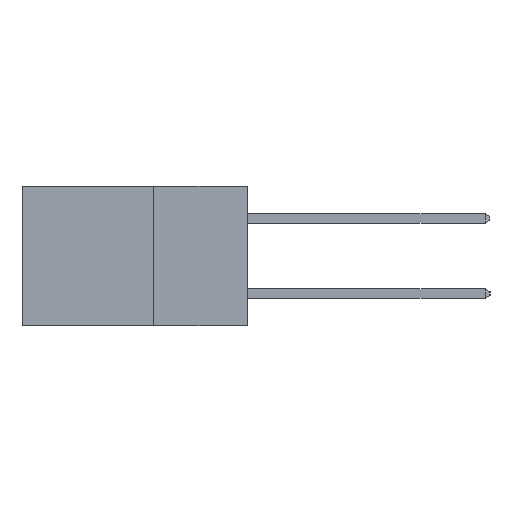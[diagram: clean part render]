
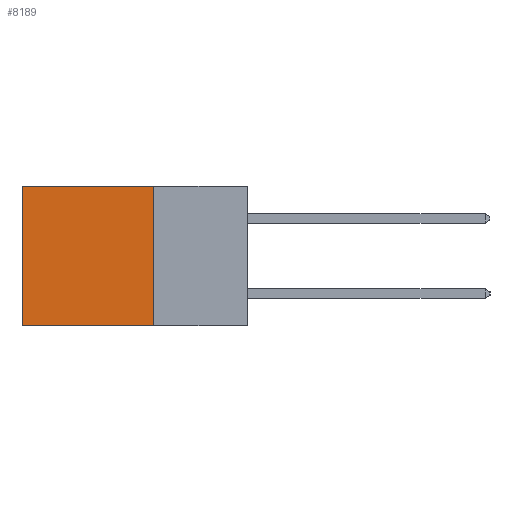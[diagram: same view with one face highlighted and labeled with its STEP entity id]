
A CAD part, left-side view. The second image highlights one B-rep face of the part: STEP entity #8189.
In plain terms, the highlighted planar face has unit normal (-1, 0, 0).
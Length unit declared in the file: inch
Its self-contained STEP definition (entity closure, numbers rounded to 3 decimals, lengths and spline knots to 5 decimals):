
#400 = VECTOR ( 'NONE', #7830, 39.37008 ) ;
#427 = CARTESIAN_POINT ( 'NONE',  ( 0.2615, 0.6, 0. ) ) ;
#598 = VERTEX_POINT ( 'NONE', #2625 ) ;
#785 = LINE ( 'NONE', #9021, #7109 ) ;
#1553 = VECTOR ( 'NONE', #1860, 39.37008 ) ;
#1860 = DIRECTION ( 'NONE',  ( 0., 1., 0. ) ) ;
#2081 = CARTESIAN_POINT ( 'NONE',  ( 0.2615, 0.25, -0.37 ) ) ;
#2508 = AXIS2_PLACEMENT_3D ( 'NONE', #9242, #10048, #5081 ) ;
#2625 = CARTESIAN_POINT ( 'NONE',  ( 0.2615, 0.6, -0.37 ) ) ;
#2809 = EDGE_CURVE ( 'NONE', #5171, #598, #6643, .T. ) ;
#2828 = LINE ( 'NONE', #3501, #400 ) ;
#3168 = VERTEX_POINT ( 'NONE', #427 ) ;
#3261 = LINE ( 'NONE', #10929, #9783 ) ;
#3501 = CARTESIAN_POINT ( 'NONE',  ( 0.2615, 0.6, -0.37 ) ) ;
#4093 = VERTEX_POINT ( 'NONE', #7500 ) ;
#4119 = CARTESIAN_POINT ( 'NONE',  ( 0.2615, 0.25, -0.37 ) ) ;
#4423 = ORIENTED_EDGE ( 'NONE', *, *, #2809, .F. ) ;
#4648 = EDGE_LOOP ( 'NONE', ( #6266, #4423, #4816, #4720 ) ) ;
#4720 = ORIENTED_EDGE ( 'NONE', *, *, #9706, .T. ) ;
#4816 = ORIENTED_EDGE ( 'NONE', *, *, #8276, .F. ) ;
#5081 = DIRECTION ( 'NONE',  ( 0., 0., -1. ) ) ;
#5171 = VERTEX_POINT ( 'NONE', #4119 ) ;
#6266 = ORIENTED_EDGE ( 'NONE', *, *, #7632, .T. ) ;
#6643 = LINE ( 'NONE', #2081, #1553 ) ;
#7109 = VECTOR ( 'NONE', #7418, 39.37008 ) ;
#7418 = DIRECTION ( 'NONE',  ( 0., 1., 0. ) ) ;
#7500 = CARTESIAN_POINT ( 'NONE',  ( 0.2615, 0.25, 0. ) ) ;
#7632 = EDGE_CURVE ( 'NONE', #3168, #598, #2828, .T. ) ;
#7830 = DIRECTION ( 'NONE',  ( 0., 0., -1. ) ) ;
#8189 = ADVANCED_FACE ( 'NONE', ( #8672 ), #9279, .F. ) ;
#8276 = EDGE_CURVE ( 'NONE', #4093, #5171, #3261, .T. ) ;
#8672 = FACE_OUTER_BOUND ( 'NONE', #4648, .T. ) ;
#9021 = CARTESIAN_POINT ( 'NONE',  ( 0.2615, 0.25, 0. ) ) ;
#9242 = CARTESIAN_POINT ( 'NONE',  ( 0.2615, 0.25, -0.37 ) ) ;
#9279 = PLANE ( 'NONE',  #2508 ) ;
#9706 = EDGE_CURVE ( 'NONE', #4093, #3168, #785, .T. ) ;
#9783 = VECTOR ( 'NONE', #10897, 39.37008 ) ;
#10048 = DIRECTION ( 'NONE',  ( 1., 0., 0. ) ) ;
#10897 = DIRECTION ( 'NONE',  ( 0., 0., -1. ) ) ;
#10929 = CARTESIAN_POINT ( 'NONE',  ( 0.2615, 0.25, -0.37 ) ) ;
